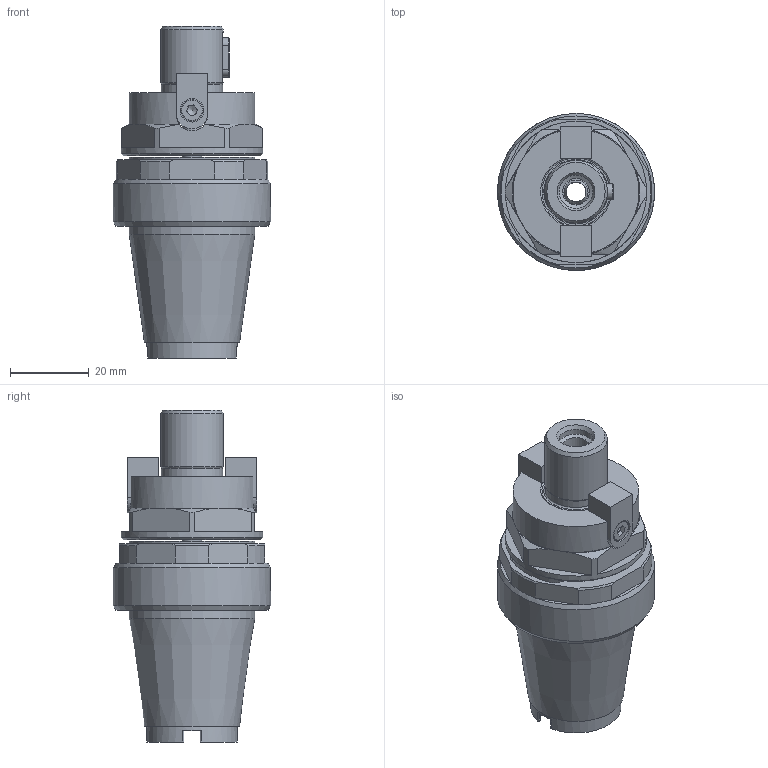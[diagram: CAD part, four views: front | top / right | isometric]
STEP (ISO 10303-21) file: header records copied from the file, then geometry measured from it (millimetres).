
FILE_DESCRIPTION (( 'STEP AP214' ), '1' );
FILE_NAME ('UC-ER32I-PF16E.STEP', '2020-09-08T13:43:59', ( '' ), ( '' ), 'SwSTEP 2.0', 'SolidWorks 2016', '' );
FILE_SCHEMA (( 'AUTOMOTIVE_DESIGN' ));
Length unit declared in the file: millimetre
Products named in the file (1): UC-ER32I-PF16E
Bounding box: 40 x 40 x 84.5 mm (x, y, z)
Surface area: 14681.1 mm2 (no closed solid volume)
Topology: 0 solids, 11 shells, 194 faces, 528 edges, 344 vertices
Faces by surface type: plane 100, cylinder 62, cone 27, torus 5
Full cylindrical faces by diameter (mm): 1.5 x1, 2.5 x2, 5 x1, 5.5 x2, 6 x2, 6.8 x1, 8.5 x1, 15.6 x1, 16 x1, 23 x1, 31.95 x2, 32.05 x1, 36 x1, 40 x1
Entity records: 8070 total; most frequent: CARTESIAN_POINT 1185, DIRECTION 1038, ORIENTED_EDGE 867, EDGE_CURVE 480, AXIS2_PLACEMENT_3D 401, VERTEX_POINT 332, EDGE_LOOP 246, LINE 236
